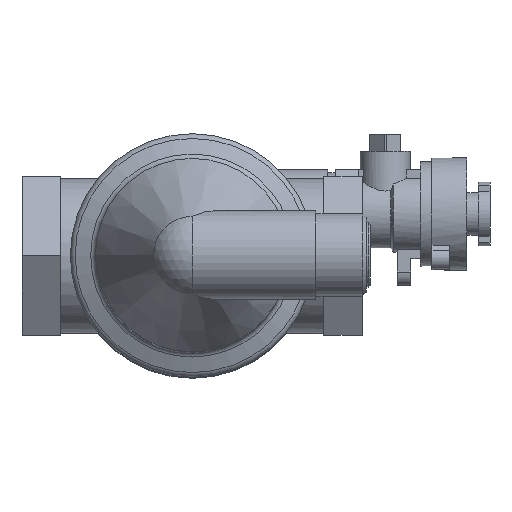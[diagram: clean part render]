
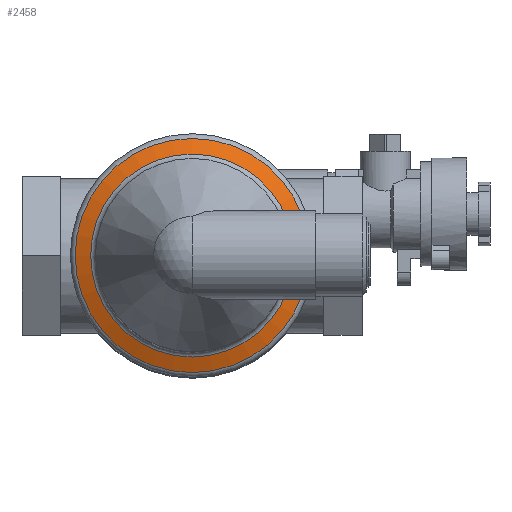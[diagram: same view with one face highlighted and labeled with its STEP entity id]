
A CAD part, top view. The second image highlights one B-rep face of the part: STEP entity #2458.
In plain terms, the highlighted conical face has half-angle 67.768 degrees and reference radius 28.25 mm.
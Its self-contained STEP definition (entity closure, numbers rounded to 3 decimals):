
#18=CONICAL_SURFACE('',#2655,28.25,1.183);
#133=FACE_BOUND('',#528,.T.);
#198=CIRCLE('',#2656,30.257);
#199=CIRCLE('',#2657,26.243);
#336=FACE_OUTER_BOUND('',#527,.T.);
#527=EDGE_LOOP('',(#1813));
#528=EDGE_LOOP('',(#1814));
#1141=VERTEX_POINT('',#4157);
#1142=VERTEX_POINT('',#4159);
#1399=EDGE_CURVE('',#1141,#1141,#198,.T.);
#1400=EDGE_CURVE('',#1142,#1142,#199,.T.);
#1813=ORIENTED_EDGE('',*,*,#1399,.T.);
#1814=ORIENTED_EDGE('',*,*,#1400,.F.);
#2458=ADVANCED_FACE('',(#336,#133),#18,.T.);
#2655=AXIS2_PLACEMENT_3D('',#4156,#3070,#3071);
#2656=AXIS2_PLACEMENT_3D('',#4158,#3072,#3073);
#2657=AXIS2_PLACEMENT_3D('',#4160,#3074,#3075);
#3070=DIRECTION('center_axis',(0.,0.,
-1.));
#3071=DIRECTION('ref_axis',(1.,0.,0.));
#3072=DIRECTION('center_axis',(0.,0.,
1.));
#3073=DIRECTION('ref_axis',(-1.,0.,0.));
#3074=DIRECTION('center_axis',(0.,0.,
1.));
#3075=DIRECTION('ref_axis',(-1.,0.,0.));
#4156=CARTESIAN_POINT('Origin',(0.,0.,139.186));
#4157=CARTESIAN_POINT('',(30.257,0.,138.366));
#4158=CARTESIAN_POINT('Origin',(0.,0.,138.366));
#4159=CARTESIAN_POINT('',(26.243,0.,140.006));
#4160=CARTESIAN_POINT('Origin',(0.,0.,140.006));
